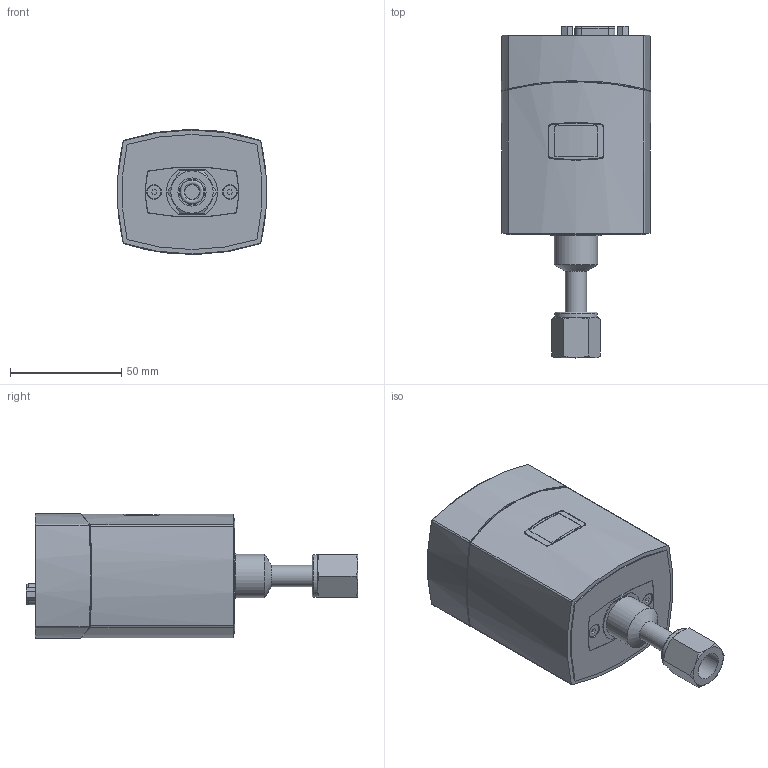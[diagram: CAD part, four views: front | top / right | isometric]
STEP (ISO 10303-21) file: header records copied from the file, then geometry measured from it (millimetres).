
FILE_DESCRIPTION((''),'2;1');
FILE_NAME('MPCG55x_FCC_PBus_4VCR.stp','2013-04-04T07:14:38',('BEM'),(''),'Autodesk Inventor 2012','Autodesk Inventor 2012','');
FILE_SCHEMA(('AUTOMOTIVE_DESIGN { 1 0 10303 214 1 1 1 1 }'));
Length unit declared in the file: millimetre
Products named in the file (1): Bauteil3
Bounding box: 67 x 149 x 56 mm (x, y, z)
Volume: 76606.3 mm3; surface area: 71540 mm2
Topology: 3 solids, 3 shells, 976 faces, 2570 edges, 1679 vertices
Faces by surface type: plane 588, cylinder 302, cone 48, torus 21, sphere 9, bspline 8
Full cylindrical faces by diameter (mm): 0.9 x26, 1.1 x2, 1.3 x5, 2.156 x2, 2.6 x5, 2.8 x4, 2.845 x2, 2.9 x4, 3 x6, 3.2 x7, 3.4 x4, 3.6 x2, 4 x2, 6.4 x1, 7.9 x1, 9.525 x1, 9.9 x1, 11.3 x1, 12.6 x1, 16 x1, 18 x1, 19 x2, 19.5 x1
Entity records: 30966 total; most frequent: CARTESIAN_POINT 6219, ORIENTED_EDGE 4822, DIRECTION 4793, EDGE_CURVE 2411, VERTEX_POINT 1641, VECTOR 1635, LINE 1635, AXIS2_PLACEMENT_3D 1579
